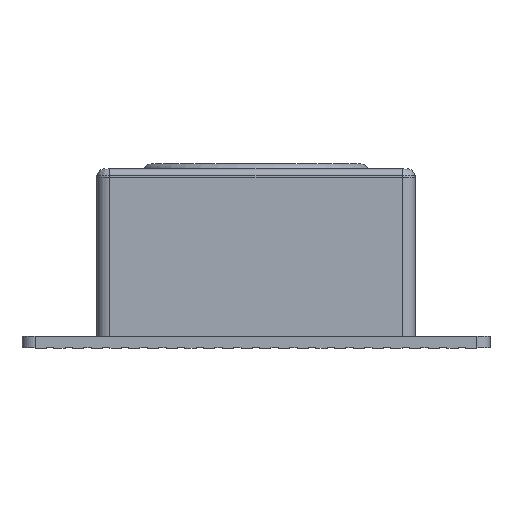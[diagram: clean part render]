
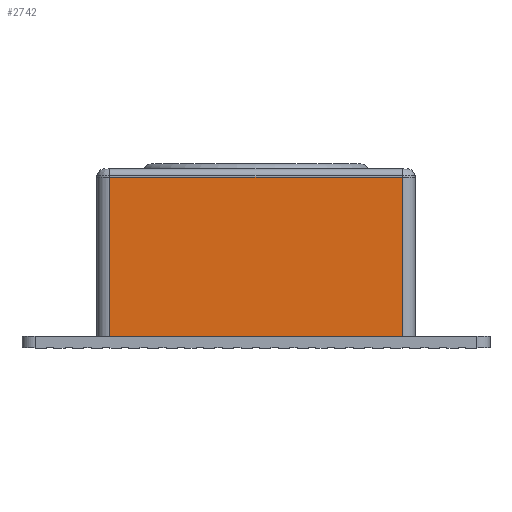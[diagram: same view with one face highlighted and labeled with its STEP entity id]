
A CAD part, front view. The second image highlights one B-rep face of the part: STEP entity #2742.
In plain terms, the highlighted planar face has unit normal (0, -1, 0).
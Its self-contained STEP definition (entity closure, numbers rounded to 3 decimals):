
#32=PLANE('',#2922);
#165=FACE_OUTER_BOUND('',#311,.T.);
#311=EDGE_LOOP('',(#1912,#1913,#1914,#1915));
#445=LINE('',#3954,#794);
#446=LINE('',#3962,#795);
#448=LINE('',#3968,#797);
#449=LINE('',#3969,#798);
#794=VECTOR('',#3151,10.);
#795=VECTOR('',#3164,10.);
#797=VECTOR('',#3170,10.);
#798=VECTOR('',#3171,10.);
#1196=VERTEX_POINT('',#3934);
#1199=VERTEX_POINT('',#3953);
#1200=VERTEX_POINT('',#3961);
#1202=VERTEX_POINT('',#3967);
#1472=EDGE_CURVE('',#1196,#1199,#445,.T.);
#1476=EDGE_CURVE('',#1199,#1200,#446,.T.);
#1479=EDGE_CURVE('',#1202,#1196,#448,.T.);
#1480=EDGE_CURVE('',#1200,#1202,#449,.T.);
#1912=ORIENTED_EDGE('',*,*,#1472,.F.);
#1913=ORIENTED_EDGE('',*,*,#1479,.F.);
#1914=ORIENTED_EDGE('',*,*,#1480,.F.);
#1915=ORIENTED_EDGE('',*,*,#1476,.F.);
#2742=ADVANCED_FACE('',(#165),#32,.T.);
#2922=AXIS2_PLACEMENT_3D('',#3966,#3168,#3169);
#3151=DIRECTION('',(1.,0.,0.));
#3164=DIRECTION('',(0.,0.,-1.));
#3168=DIRECTION('center_axis',(0.,-1.,0.));
#3169=DIRECTION('ref_axis',(1.,0.,0.));
#3170=DIRECTION('',(0.,0.,1.));
#3171=DIRECTION('',(-1.,0.,0.));
#3934=CARTESIAN_POINT('',(0.35,0.,4.56));
#3953=CARTESIAN_POINT('',(8.15,0.,4.56));
#3954=CARTESIAN_POINT('',(2.125,0.,4.56));
#3961=CARTESIAN_POINT('',(8.15,0.,0.1));
#3962=CARTESIAN_POINT('',(8.15,0.,0.));
#3966=CARTESIAN_POINT('Origin',(0.,0.,0.));
#3967=CARTESIAN_POINT('',(0.35,0.,0.1));
#3968=CARTESIAN_POINT('',(0.35,0.,0.));
#3969=CARTESIAN_POINT('',(0.,0.,0.1));
